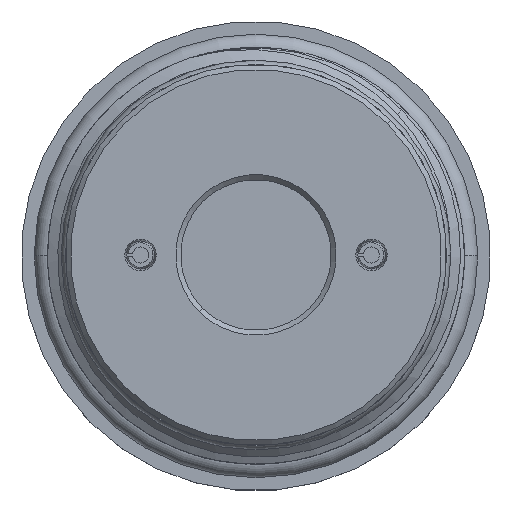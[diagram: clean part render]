
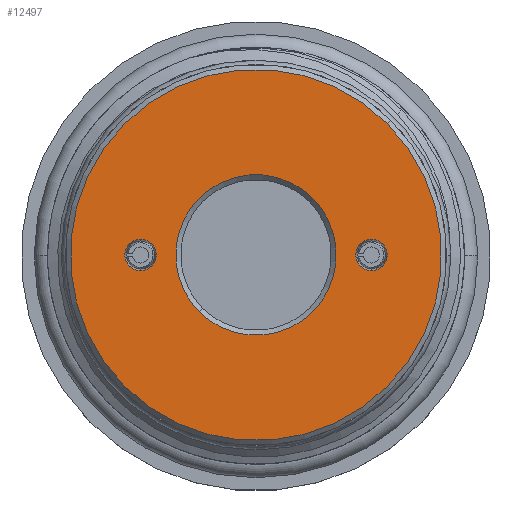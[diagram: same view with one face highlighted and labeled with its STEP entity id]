
A CAD part, top view. The second image highlights one B-rep face of the part: STEP entity #12497.
In plain terms, the highlighted planar face has unit normal (0, 0, 1).
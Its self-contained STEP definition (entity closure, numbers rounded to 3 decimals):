
#3 = CARTESIAN_POINT ( 'NONE',  ( 0., 0., 77. ) ) ;
#200 = ORIENTED_EDGE ( 'NONE', *, *, #3720, .T. ) ;
#227 = DIRECTION ( 'NONE',  ( -0.707, -0.707, 0. ) ) ;
#581 = CARTESIAN_POINT ( 'NONE',  ( -5.657, -5.657, 77. ) ) ;
#812 = VERTEX_POINT ( 'NONE', #7178 ) ;
#997 = CARTESIAN_POINT ( 'NONE',  ( -10.396, 1.104, 77. ) ) ;
#1013 = CARTESIAN_POINT ( 'NONE',  ( -11.5, 0., 77. ) ) ;
#1329 = AXIS2_PLACEMENT_3D ( 'NONE', #4648, #13849, #5917 ) ;
#1374 = CARTESIAN_POINT ( 'NONE',  ( 10.396, -1.104, 77. ) ) ;
#1573 = AXIS2_PLACEMENT_3D ( 'NONE', #7523, #2383, #14226 ) ;
#1648 = EDGE_CURVE ( 'NONE', #3219, #12895, #11649, .T. ) ;
#1812 = ORIENTED_EDGE ( 'NONE', *, *, #13122, .T. ) ;
#2122 = EDGE_LOOP ( 'NONE', ( #15897, #17129 ) ) ;
#2307 = VERTEX_POINT ( 'NONE', #581 ) ;
#2383 = DIRECTION ( 'NONE',  ( 0., 0., 1. ) ) ;
#2542 = AXIS2_PLACEMENT_3D ( 'NONE', #8035, #15843, #227 ) ;
#2643 = DIRECTION ( 'NONE',  ( -0.707, -0.707, 0. ) ) ;
#3002 = DIRECTION ( 'NONE',  ( -0.707, -0.707, 0. ) ) ;
#3219 = VERTEX_POINT ( 'NONE', #7363 ) ;
#3616 = DIRECTION ( 'NONE',  ( 0., 0., -1. ) ) ;
#3720 = EDGE_CURVE ( 'NONE', #15332, #812, #8767, .T. ) ;
#3825 = AXIS2_PLACEMENT_3D ( 'NONE', #3, #11855, #2643 ) ;
#3850 = DIRECTION ( 'NONE',  ( -0.707, -0.707, 0. ) ) ;
#4648 = CARTESIAN_POINT ( 'NONE',  ( -13.435, 13.435, 77. ) ) ;
#4715 = DIRECTION ( 'NONE',  ( 0., 0., -1. ) ) ;
#4769 = CARTESIAN_POINT ( 'NONE',  ( 11.5, 0., 77. ) ) ;
#4806 = VERTEX_POINT ( 'NONE', #15063 ) ;
#5664 = CIRCLE ( 'NONE', #16073, 18.5 ) ;
#5917 = DIRECTION ( 'NONE',  ( -0.707, -0.707, 0. ) ) ;
#5949 = EDGE_CURVE ( 'NONE', #4806, #7371, #7473, .T. ) ;
#6664 = EDGE_LOOP ( 'NONE', ( #200, #13797 ) ) ;
#7178 = CARTESIAN_POINT ( 'NONE',  ( 13.081, 13.081, 77. ) ) ;
#7302 = CIRCLE ( 'NONE', #11878, 1.561 ) ;
#7363 = CARTESIAN_POINT ( 'NONE',  ( -12.604, -1.104, 77. ) ) ;
#7371 = VERTEX_POINT ( 'NONE', #1374 ) ;
#7452 = EDGE_CURVE ( 'NONE', #2307, #11392, #15406, .T. ) ;
#7473 = CIRCLE ( 'NONE', #11127, 1.561 ) ;
#7523 = CARTESIAN_POINT ( 'NONE',  ( 0., 0., 77. ) ) ;
#7615 = DIRECTION ( 'NONE',  ( 0.707, 0.707, 0. ) ) ;
#8035 = CARTESIAN_POINT ( 'NONE',  ( 0., 0., 77. ) ) ;
#8590 = CIRCLE ( 'NONE', #13403, 1.561 ) ;
#8767 = CIRCLE ( 'NONE', #1573, 18.5 ) ;
#9189 = FACE_BOUND ( 'NONE', #2122, .T. ) ;
#9600 = FACE_OUTER_BOUND ( 'NONE', #6664, .T. ) ;
#10114 = DIRECTION ( 'NONE',  ( 0.707, 0.707, 0. ) ) ;
#10216 = CARTESIAN_POINT ( 'NONE',  ( -11.5, 0., 77. ) ) ;
#10443 = FACE_BOUND ( 'NONE', #14845, .T. ) ;
#10625 = CIRCLE ( 'NONE', #2542, 8. ) ;
#10751 = ORIENTED_EDGE ( 'NONE', *, *, #7452, .T. ) ;
#11127 = AXIS2_PLACEMENT_3D ( 'NONE', #11452, #4715, #10114 ) ;
#11260 = PLANE ( 'NONE',  #1329 ) ;
#11392 = VERTEX_POINT ( 'NONE', #11872 ) ;
#11452 = CARTESIAN_POINT ( 'NONE',  ( 11.5, 0., 77. ) ) ;
#11627 = CARTESIAN_POINT ( 'NONE',  ( 0., 0., 77. ) ) ;
#11649 = CIRCLE ( 'NONE', #13856, 1.561 ) ;
#11790 = DIRECTION ( 'NONE',  ( 0., 0., 1. ) ) ;
#11855 = DIRECTION ( 'NONE',  ( 0., 0., -1. ) ) ;
#11868 = ORIENTED_EDGE ( 'NONE', *, *, #1648, .T. ) ;
#11872 = CARTESIAN_POINT ( 'NONE',  ( 5.657, 5.657, 77. ) ) ;
#11878 = AXIS2_PLACEMENT_3D ( 'NONE', #1013, #15636, #17024 ) ;
#11899 = EDGE_CURVE ( 'NONE', #7371, #4806, #8590, .T. ) ;
#12079 = EDGE_CURVE ( 'NONE', #812, #15332, #5664, .T. ) ;
#12369 = CARTESIAN_POINT ( 'NONE',  ( -13.081, -13.081, 77. ) ) ;
#12497 = ADVANCED_FACE ( 'NONE', ( #13745, #9600, #9189, #10443 ), #11260, .F. ) ;
#12895 = VERTEX_POINT ( 'NONE', #997 ) ;
#13122 = EDGE_CURVE ( 'NONE', #12895, #3219, #7302, .T. ) ;
#13360 = ORIENTED_EDGE ( 'NONE', *, *, #13683, .T. ) ;
#13403 = AXIS2_PLACEMENT_3D ( 'NONE', #4769, #3616, #7615 ) ;
#13683 = EDGE_CURVE ( 'NONE', #11392, #2307, #10625, .T. ) ;
#13745 = FACE_BOUND ( 'NONE', #16115, .T. ) ;
#13797 = ORIENTED_EDGE ( 'NONE', *, *, #12079, .T. ) ;
#13849 = DIRECTION ( 'NONE',  ( 0., 0., -1. ) ) ;
#13856 = AXIS2_PLACEMENT_3D ( 'NONE', #10216, #16917, #3002 ) ;
#14226 = DIRECTION ( 'NONE',  ( -0.707, -0.707, 0. ) ) ;
#14845 = EDGE_LOOP ( 'NONE', ( #1812, #11868 ) ) ;
#15063 = CARTESIAN_POINT ( 'NONE',  ( 12.604, 1.104, 77. ) ) ;
#15332 = VERTEX_POINT ( 'NONE', #12369 ) ;
#15406 = CIRCLE ( 'NONE', #3825, 8. ) ;
#15636 = DIRECTION ( 'NONE',  ( 0., 0., -1. ) ) ;
#15843 = DIRECTION ( 'NONE',  ( 0., 0., -1. ) ) ;
#15897 = ORIENTED_EDGE ( 'NONE', *, *, #11899, .T. ) ;
#16073 = AXIS2_PLACEMENT_3D ( 'NONE', #11627, #11790, #3850 ) ;
#16115 = EDGE_LOOP ( 'NONE', ( #13360, #10751 ) ) ;
#16917 = DIRECTION ( 'NONE',  ( 0., 0., -1. ) ) ;
#17024 = DIRECTION ( 'NONE',  ( -0.707, -0.707, 0. ) ) ;
#17129 = ORIENTED_EDGE ( 'NONE', *, *, #5949, .T. ) ;
